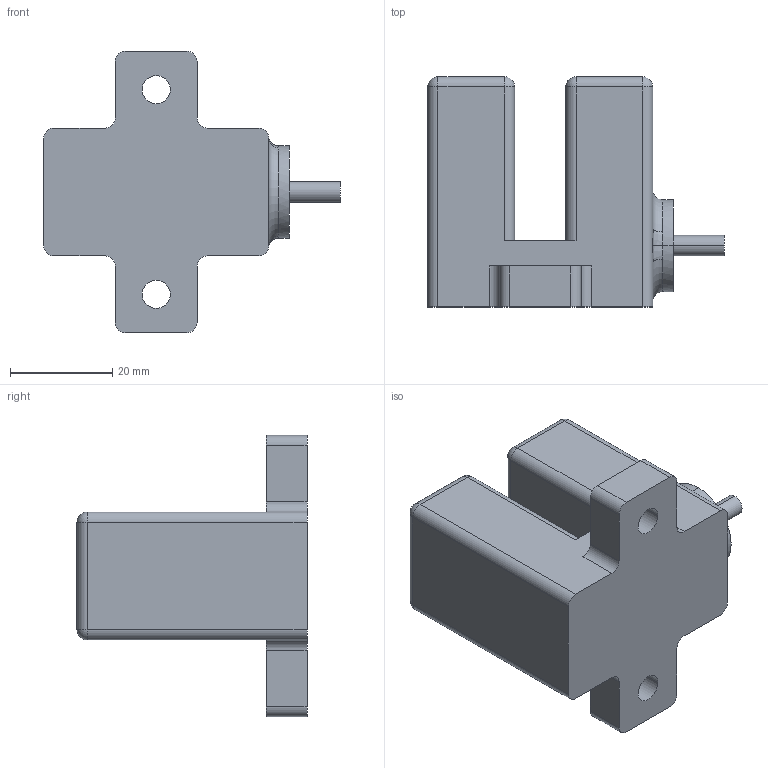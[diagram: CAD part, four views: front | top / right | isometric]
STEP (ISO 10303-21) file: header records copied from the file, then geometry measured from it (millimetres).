
FILE_DESCRIPTION((''),'2;1');
FILE_NAME('S10_D000040A','2006-01-03T',('Pepperl+Fuchs'),('Industriehansa'),'PRO/ENGINEER BY PARAMETRIC TECHNOLOGY CORPORATION, 2005290','PRO/ENGINEER BY PARAMETRIC TECHNOLOGY CORPORATION, 2005290','');
FILE_SCHEMA(('AUTOMOTIVE_DESIGN_CC2 { 1 2 10303 214 -1 1 5 2 }'));
Length unit declared in the file: millimetre
Products named in the file (1): S10_D000040A
Bounding box: 58 x 45 x 55 mm (x, y, z)
Volume: 45756.1 mm3; surface area: 10828.6 mm2
Topology: 1 solids, 1 shells, 67 faces, 171 edges, 116 vertices
Faces by surface type: cylinder 32, plane 21, sphere 8, bspline 4, torus 2
Entity records: 2742 total; most frequent: CARTESIAN_POINT 479, DIRECTION 359, ORIENTED_EDGE 324, PRESENTATION_STYLE_ASSIGNMENT 176, STYLED_ITEM 173, CURVE_STYLE 172, EDGE_CURVE 162, AXIS2_PLACEMENT_3D 134
